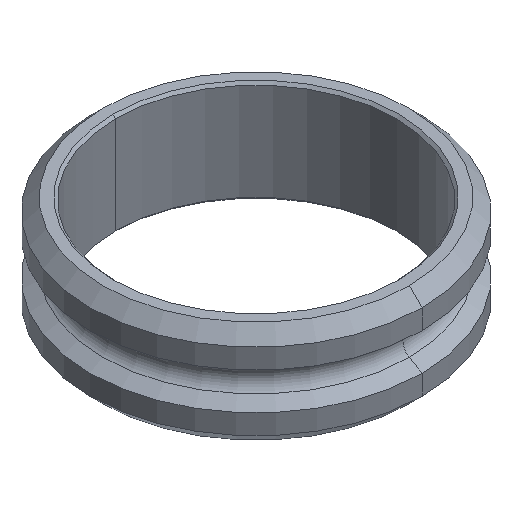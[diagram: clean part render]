
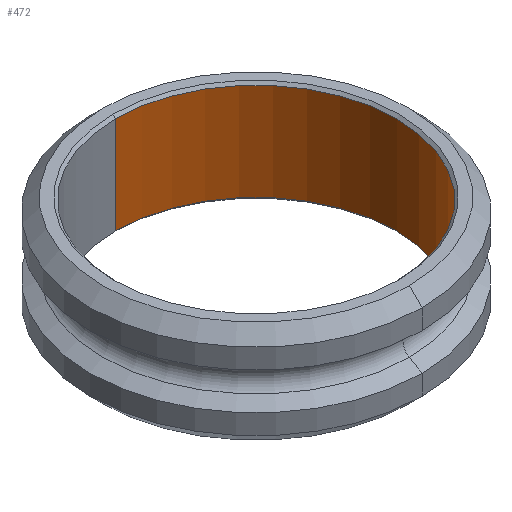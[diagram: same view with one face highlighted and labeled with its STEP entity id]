
A CAD part, isometric view. The second image highlights one B-rep face of the part: STEP entity #472.
In plain terms, the highlighted cylindrical face has radius 5.5 mm (diameter 11 mm), a partial arc.
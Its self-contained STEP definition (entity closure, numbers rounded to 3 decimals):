
#145=DIRECTION('',(0.,0.,-1.));
#146=VECTOR('',#145,3.8);
#147=CARTESIAN_POINT('',(0.,5.5,
1.9));
#148=LINE('',#147,#146);
#154=DIRECTION('',(0.,0.,-1.));
#155=VECTOR('',#154,3.8);
#156=CARTESIAN_POINT('',(0.,-5.5,
1.9));
#157=LINE('',#156,#155);
#158=CARTESIAN_POINT('',(0.,0.,1.9));
#159=DIRECTION('',(0.,0.,1.));
#160=DIRECTION('',(0.,-1.,0.));
#161=AXIS2_PLACEMENT_3D('',#158,#159,#160);
#163=CARTESIAN_POINT('',(0.,0.,-1.9));
#164=DIRECTION('',(0.,0.,1.));
#165=DIRECTION('',(0.,-1.,0.));
#166=AXIS2_PLACEMENT_3D('',#163,#164,#165);
#276=CARTESIAN_POINT('',(0.,5.5,1.9));
#277=CARTESIAN_POINT('',(0.,-5.5,1.9));
#278=VERTEX_POINT('',#276);
#279=VERTEX_POINT('',#277);
#288=CARTESIAN_POINT('',(0.,5.5,-1.9));
#289=CARTESIAN_POINT('',(0.,-5.5,-1.9));
#290=VERTEX_POINT('',#288);
#291=VERTEX_POINT('',#289);
#459=CARTESIAN_POINT('',(0.,0.,2.2));
#460=DIRECTION('',(0.,0.,-1.));
#461=DIRECTION('',(0.,-1.,0.));
#462=AXIS2_PLACEMENT_3D('',#459,#460,#461);
#463=CYLINDRICAL_SURFACE('',#462,5.5);
#465=ORIENTED_EDGE('',*,*,#464,.F.);
#466=ORIENTED_EDGE('',*,*,#447,.T.);
#468=ORIENTED_EDGE('',*,*,#467,.T.);
#469=ORIENTED_EDGE('',*,*,#443,.F.);
#470=EDGE_LOOP('',(#465,#466,#468,#469));
#471=FACE_OUTER_BOUND('',#470,.F.);
#162=CIRCLE('',#161,5.5);
#167=CIRCLE('',#166,5.5);
#443=EDGE_CURVE('',#278,#290,#148,.T.);
#447=EDGE_CURVE('',#279,#291,#157,.T.);
#464=EDGE_CURVE('',#279,#278,#162,.T.);
#467=EDGE_CURVE('',#291,#290,#167,.T.);
#472=ADVANCED_FACE('',(#471),#463,.F.);
